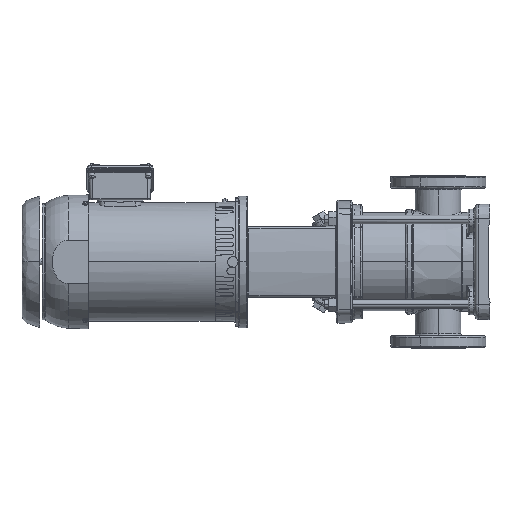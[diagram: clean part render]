
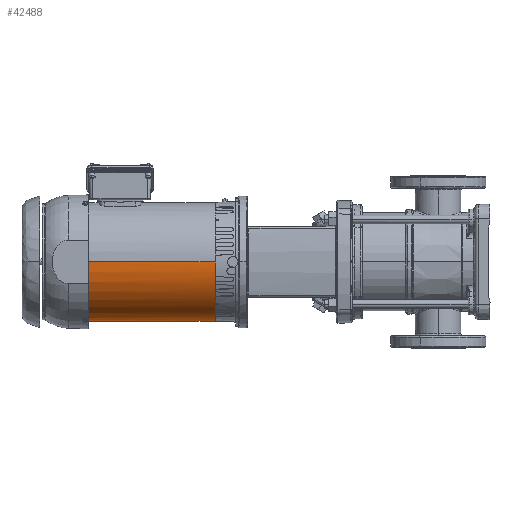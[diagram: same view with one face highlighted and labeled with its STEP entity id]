
A CAD part, left-side view. The second image highlights one B-rep face of the part: STEP entity #42488.
In plain terms, the highlighted cylindrical face has radius 103.05 mm (diameter 206.1 mm), a partial arc.
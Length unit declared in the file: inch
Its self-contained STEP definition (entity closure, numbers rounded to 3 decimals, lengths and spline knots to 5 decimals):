
#7388 = LINE ( 'NONE', #100351, #111444 ) ;
#8960 = DIRECTION ( 'NONE',  ( -1., 0., 0. ) ) ;
#11907 = EDGE_CURVE ( 'NONE', #59380, #96138, #7388, .T. ) ;
#23281 = AXIS2_PLACEMENT_3D ( 'NONE', #147307, #52071, #135789 ) ;
#24136 = EDGE_CURVE ( 'NONE', #100601, #128260, #79826, .T. ) ;
#31173 = CARTESIAN_POINT ( 'NONE',  ( 3.92649, -4.30445, 0. ) ) ;
#33227 = VECTOR ( 'NONE', #79084, 39.37008 ) ;
#33539 = CARTESIAN_POINT ( 'NONE',  ( 30.77576, -0.24736, 0. ) ) ;
#34697 = EDGE_CURVE ( 'NONE', #128260, #59380, #39263, .T. ) ;
#38057 = CIRCLE ( 'NONE', #23281, 4.05709 ) ;
#39263 = CIRCLE ( 'NONE', #107878, 4.05709 ) ;
#42488 = ADVANCED_FACE ( 'NONE', ( #104170 ), #128016, .T. ) ;
#52071 = DIRECTION ( 'NONE',  ( -1., 0., 0. ) ) ;
#56415 = CARTESIAN_POINT ( 'NONE',  ( 3.92649, -0.24736, -4.05709 ) ) ;
#59380 = VERTEX_POINT ( 'NONE', #138305 ) ;
#77145 = AXIS2_PLACEMENT_3D ( 'NONE', #33539, #8960, #80394 ) ;
#79084 = DIRECTION ( 'NONE',  ( -1., 0., 0. ) ) ;
#79826 = LINE ( 'NONE', #136735, #33227 ) ;
#80394 = DIRECTION ( 'NONE',  ( 0., 0., 1. ) ) ;
#89179 = EDGE_LOOP ( 'NONE', ( #120716, #143262, #149622, #150544 ) ) ;
#96138 = VERTEX_POINT ( 'NONE', #31173 ) ;
#100351 = CARTESIAN_POINT ( 'NONE',  ( 30.77576, -4.30445, 0. ) ) ;
#100601 = VERTEX_POINT ( 'NONE', #56415 ) ;
#101112 = DIRECTION ( 'NONE',  ( 1., 0., 0. ) ) ;
#102006 = DIRECTION ( 'NONE',  ( -1., 0., 0. ) ) ;
#104170 = FACE_OUTER_BOUND ( 'NONE', #89179, .T. ) ;
#107878 = AXIS2_PLACEMENT_3D ( 'NONE', #112794, #102006, #124336 ) ;
#111444 = VECTOR ( 'NONE', #101112, 39.37008 ) ;
#112794 = CARTESIAN_POINT ( 'NONE',  ( -4.73493, -0.24736, 0. ) ) ;
#117736 = CARTESIAN_POINT ( 'NONE',  ( -4.73493, -0.24736, -4.05709 ) ) ;
#120716 = ORIENTED_EDGE ( 'NONE', *, *, #24136, .F. ) ;
#124336 = DIRECTION ( 'NONE',  ( 0., 0., 1. ) ) ;
#128016 = CYLINDRICAL_SURFACE ( 'NONE', #77145, 4.05709 ) ;
#128260 = VERTEX_POINT ( 'NONE', #117736 ) ;
#133560 = EDGE_CURVE ( 'NONE', #100601, #96138, #38057, .T. ) ;
#135789 = DIRECTION ( 'NONE',  ( 0., 0., 1. ) ) ;
#136735 = CARTESIAN_POINT ( 'NONE',  ( 30.77576, -0.24736, -4.05709 ) ) ;
#138305 = CARTESIAN_POINT ( 'NONE',  ( -4.73493, -4.30445, 0. ) ) ;
#143262 = ORIENTED_EDGE ( 'NONE', *, *, #133560, .T. ) ;
#147307 = CARTESIAN_POINT ( 'NONE',  ( 3.92649, -0.24736, 0. ) ) ;
#149622 = ORIENTED_EDGE ( 'NONE', *, *, #11907, .F. ) ;
#150544 = ORIENTED_EDGE ( 'NONE', *, *, #34697, .F. ) ;
